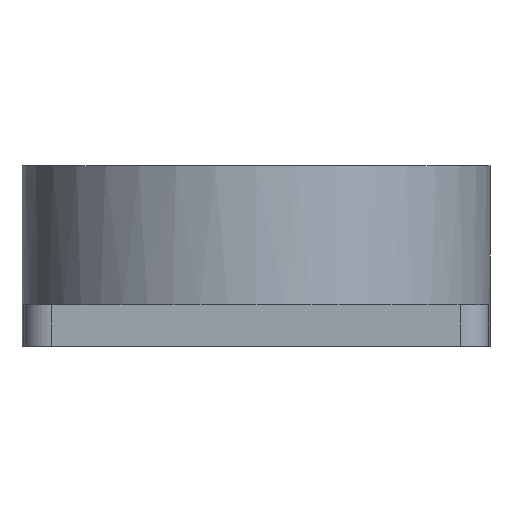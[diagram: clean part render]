
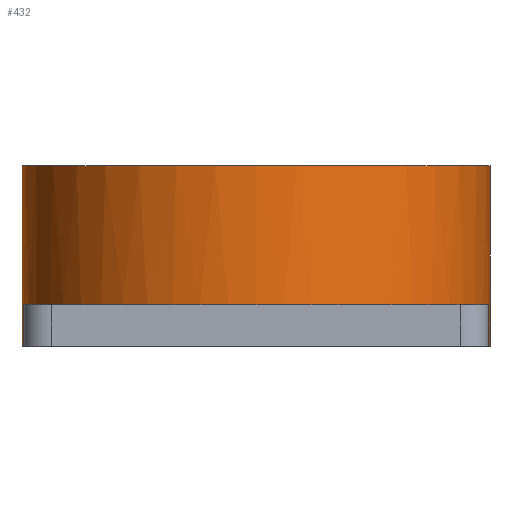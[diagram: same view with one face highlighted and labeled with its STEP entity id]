
A CAD part, front view. The second image highlights one B-rep face of the part: STEP entity #432.
In plain terms, the highlighted cylindrical face has radius 17 mm (diameter 34 mm), a partial arc.
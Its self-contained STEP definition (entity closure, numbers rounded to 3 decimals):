
#3 = CIRCLE ( 'NONE', #169, 17. ) ;
#37 = VERTEX_POINT ( 'NONE', #313 ) ;
#40 = DIRECTION ( 'NONE',  ( -1., 0., 0. ) ) ;
#54 = CARTESIAN_POINT ( 'NONE',  ( 17., 0., 10.1 ) ) ;
#61 = EDGE_CURVE ( 'NONE', #1195, #1608, #3, .T. ) ;
#63 = VECTOR ( 'NONE', #159, 1000. ) ;
#68 = DIRECTION ( 'NONE',  ( 0., 0., -1. ) ) ;
#97 = AXIS2_PLACEMENT_3D ( 'NONE', #877, #611, #855 ) ;
#136 = VECTOR ( 'NONE', #746, 1000. ) ;
#159 = DIRECTION ( 'NONE',  ( 0., 0., -1. ) ) ;
#169 = AXIS2_PLACEMENT_3D ( 'NONE', #215, #614, #245 ) ;
#213 = EDGE_CURVE ( 'NONE', #841, #223, #523, .T. ) ;
#215 = CARTESIAN_POINT ( 'NONE',  ( 0., 0., 0. ) ) ;
#223 = VERTEX_POINT ( 'NONE', #1052 ) ;
#245 = DIRECTION ( 'NONE',  ( 1., 0., 0. ) ) ;
#255 = CARTESIAN_POINT ( 'NONE',  ( -17., 0., 10.1 ) ) ;
#261 = EDGE_CURVE ( 'NONE', #223, #1184, #490, .T. ) ;
#281 = ORIENTED_EDGE ( 'NONE', *, *, #261, .F. ) ;
#313 = CARTESIAN_POINT ( 'NONE',  ( -16.877, -2.04, -3. ) ) ;
#366 = CARTESIAN_POINT ( 'NONE',  ( -16.877, -2.04, 0. ) ) ;
#378 = CARTESIAN_POINT ( 'NONE',  ( 0., 0., -3. ) ) ;
#385 = CARTESIAN_POINT ( 'NONE',  ( -17., 0., 10.1 ) ) ;
#432 = ADVANCED_FACE ( 'NONE', ( #740 ), #1007, .T. ) ;
#441 = ORIENTED_EDGE ( 'NONE', *, *, #1647, .T. ) ;
#463 = ORIENTED_EDGE ( 'NONE', *, *, #1185, .F. ) ;
#490 = CIRCLE ( 'NONE', #1156, 17. ) ;
#504 = LINE ( 'NONE', #255, #136 ) ;
#511 = CARTESIAN_POINT ( 'NONE',  ( -17., 0., -3. ) ) ;
#523 = LINE ( 'NONE', #1574, #63 ) ;
#611 = DIRECTION ( 'NONE',  ( 0., 0., -1. ) ) ;
#614 = DIRECTION ( 'NONE',  ( 0., 0., 1. ) ) ;
#630 = DIRECTION ( 'NONE',  ( 0., 0., 1. ) ) ;
#635 = CARTESIAN_POINT ( 'NONE',  ( 16.877, -2.04, -3. ) ) ;
#681 = EDGE_LOOP ( 'NONE', ( #1142, #1409, #1412, #463, #1192, #1469, #441, #281 ) ) ;
#740 = FACE_OUTER_BOUND ( 'NONE', #681, .T. ) ;
#746 = DIRECTION ( 'NONE',  ( 0., 0., -1. ) ) ;
#775 = EDGE_CURVE ( 'NONE', #37, #1195, #791, .T. ) ;
#791 = LINE ( 'NONE', #895, #1189 ) ;
#827 = LINE ( 'NONE', #1586, #1517 ) ;
#841 = VERTEX_POINT ( 'NONE', #54 ) ;
#855 = DIRECTION ( 'NONE',  ( -1., 0., 0. ) ) ;
#877 = CARTESIAN_POINT ( 'NONE',  ( 0., 0., 10.1 ) ) ;
#895 = CARTESIAN_POINT ( 'NONE',  ( -16.877, -2.04, 10.1 ) ) ;
#926 = DIRECTION ( 'NONE',  ( 0., 0., 1. ) ) ;
#940 = CIRCLE ( 'NONE', #1219, 17. ) ;
#1007 = CYLINDRICAL_SURFACE ( 'NONE', #97, 17. ) ;
#1045 = DIRECTION ( 'NONE',  ( 0., 0., -1. ) ) ;
#1052 = CARTESIAN_POINT ( 'NONE',  ( 17., 0., -3. ) ) ;
#1116 = AXIS2_PLACEMENT_3D ( 'NONE', #378, #1045, #1170 ) ;
#1127 = EDGE_CURVE ( 'NONE', #1141, #841, #940, .T. ) ;
#1141 = VERTEX_POINT ( 'NONE', #385 ) ;
#1142 = ORIENTED_EDGE ( 'NONE', *, *, #213, .F. ) ;
#1156 = AXIS2_PLACEMENT_3D ( 'NONE', #1494, #68, #40 ) ;
#1170 = DIRECTION ( 'NONE',  ( 1., 0., 0. ) ) ;
#1184 = VERTEX_POINT ( 'NONE', #635 ) ;
#1185 = EDGE_CURVE ( 'NONE', #37, #1562, #1290, .T. ) ;
#1189 = VECTOR ( 'NONE', #926, 1000. ) ;
#1192 = ORIENTED_EDGE ( 'NONE', *, *, #775, .T. ) ;
#1195 = VERTEX_POINT ( 'NONE', #366 ) ;
#1219 = AXIS2_PLACEMENT_3D ( 'NONE', #1275, #630, #1293 ) ;
#1275 = CARTESIAN_POINT ( 'NONE',  ( 0., 0., 10.1 ) ) ;
#1290 = CIRCLE ( 'NONE', #1116, 17. ) ;
#1293 = DIRECTION ( 'NONE',  ( 1., 0., 0. ) ) ;
#1409 = ORIENTED_EDGE ( 'NONE', *, *, #1127, .F. ) ;
#1412 = ORIENTED_EDGE ( 'NONE', *, *, #1530, .T. ) ;
#1453 = DIRECTION ( 'NONE',  ( 0., 0., -1. ) ) ;
#1469 = ORIENTED_EDGE ( 'NONE', *, *, #61, .T. ) ;
#1494 = CARTESIAN_POINT ( 'NONE',  ( 0., 0., -3. ) ) ;
#1517 = VECTOR ( 'NONE', #1453, 1000. ) ;
#1530 = EDGE_CURVE ( 'NONE', #1141, #1562, #504, .T. ) ;
#1562 = VERTEX_POINT ( 'NONE', #511 ) ;
#1574 = CARTESIAN_POINT ( 'NONE',  ( 17., 0., 10.1 ) ) ;
#1586 = CARTESIAN_POINT ( 'NONE',  ( 16.877, -2.04, 10.1 ) ) ;
#1604 = CARTESIAN_POINT ( 'NONE',  ( 16.877, -2.04, 0. ) ) ;
#1608 = VERTEX_POINT ( 'NONE', #1604 ) ;
#1647 = EDGE_CURVE ( 'NONE', #1608, #1184, #827, .T. ) ;
